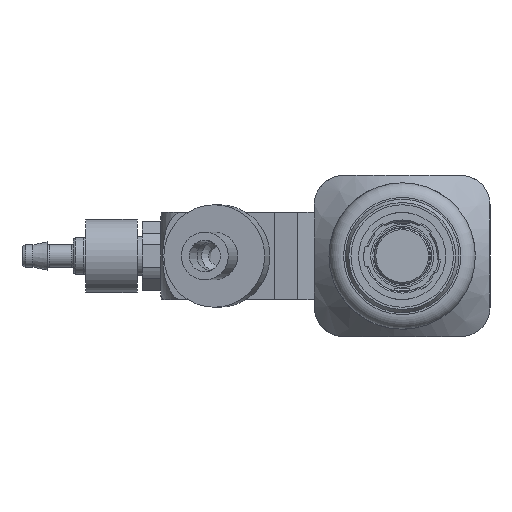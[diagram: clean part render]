
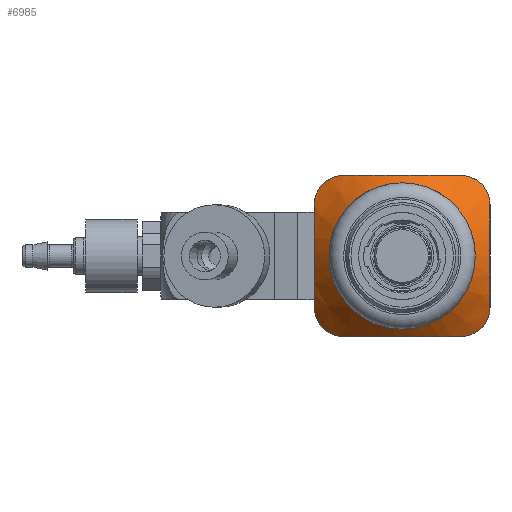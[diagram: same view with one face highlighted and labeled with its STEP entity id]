
A CAD part, left-side view. The second image highlights one B-rep face of the part: STEP entity #6985.
In plain terms, the highlighted conical face has half-angle 45 degrees and reference radius 14.65 mm.
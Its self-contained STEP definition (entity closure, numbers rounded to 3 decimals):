
#221=CONICAL_SURFACE('',#7771,14.65,0.785);
#1077=CIRCLE('',#7772,10.);
#2210=ORIENTED_EDGE('',*,*,#3233,.F.);
#2211=ORIENTED_EDGE('',*,*,#3234,.T.);
#2212=ORIENTED_EDGE('',*,*,#3235,.T.);
#2213=ORIENTED_EDGE('',*,*,#3236,.T.);
#2214=ORIENTED_EDGE('',*,*,#3237,.T.);
#2215=ORIENTED_EDGE('',*,*,#3238,.T.);
#2216=ORIENTED_EDGE('',*,*,#3239,.T.);
#2217=ORIENTED_EDGE('',*,*,#3240,.T.);
#2218=ORIENTED_EDGE('',*,*,#3241,.T.);
#3233=EDGE_CURVE('',#3877,#3877,#1077,.T.);
#3234=EDGE_CURVE('',#3878,#3879,#4115,.T.);
#3235=EDGE_CURVE('',#3879,#3880,#4116,.T.);
#3236=EDGE_CURVE('',#3880,#3881,#4117,.T.);
#3237=EDGE_CURVE('',#3881,#3882,#4118,.T.);
#3238=EDGE_CURVE('',#3882,#3883,#4119,.T.);
#3239=EDGE_CURVE('',#3883,#3884,#4120,.T.);
#3240=EDGE_CURVE('',#3884,#3885,#4121,.T.);
#3241=EDGE_CURVE('',#3885,#3878,#4122,.T.);
#3877=VERTEX_POINT('',#11176);
#3878=VERTEX_POINT('',#11184);
#3879=VERTEX_POINT('',#11185);
#3880=VERTEX_POINT('',#11194);
#3881=VERTEX_POINT('',#11202);
#3882=VERTEX_POINT('',#11211);
#3883=VERTEX_POINT('',#11219);
#3884=VERTEX_POINT('',#11228);
#3885=VERTEX_POINT('',#11236);
#4115=B_SPLINE_CURVE_WITH_KNOTS('',3,(#11177,#11178,#11179,#11180,#11181,
#11182,#11183),.UNSPECIFIED.,.F.,.F.,(4,1,1,1,4),(0.,
0.002,0.003,0.005,0.007),
 .UNSPECIFIED.);
#4116=B_SPLINE_CURVE_WITH_KNOTS('',3,(#11186,#11187,#11188,#11189,#11190,
#11191,#11192,#11193),.UNSPECIFIED.,.F.,.F.,(4,1,1,1,1,4),(0.,0.004,
0.008,0.011,0.013,0.017),
 .UNSPECIFIED.);
#4117=B_SPLINE_CURVE_WITH_KNOTS('',3,(#11195,#11196,#11197,#11198,#11199,
#11200,#11201),.UNSPECIFIED.,.F.,.F.,(4,1,1,1,4),(0.,0.002,
0.003,0.005,0.007),
 .UNSPECIFIED.);
#4118=B_SPLINE_CURVE_WITH_KNOTS('',3,(#11203,#11204,#11205,#11206,#11207,
#11208,#11209,#11210),.UNSPECIFIED.,.F.,.F.,(4,1,1,1,1,4),(0.,0.004,
0.005,0.007,0.011,0.014),
 .UNSPECIFIED.);
#4119=B_SPLINE_CURVE_WITH_KNOTS('',3,(#11212,#11213,#11214,#11215,#11216,
#11217,#11218),.UNSPECIFIED.,.F.,.F.,(4,1,1,1,4),(0.,0.002,
0.003,0.005,0.007),
 .UNSPECIFIED.);
#4120=B_SPLINE_CURVE_WITH_KNOTS('',3,(#11220,#11221,#11222,#11223,#11224,
#11225,#11226,#11227),.UNSPECIFIED.,.F.,.F.,(4,1,1,1,1,4),(0.,0.004,
0.008,0.011,0.013,0.017),
 .UNSPECIFIED.);
#4121=B_SPLINE_CURVE_WITH_KNOTS('',3,(#11229,#11230,#11231,#11232,#11233,
#11234,#11235),.UNSPECIFIED.,.F.,.F.,(4,1,1,1,4),(0.,0.002,
0.003,0.005,0.007),
 .UNSPECIFIED.);
#4122=B_SPLINE_CURVE_WITH_KNOTS('',3,(#11237,#11238,#11239,#11240,#11241,
#11242,#11243,#11244),.UNSPECIFIED.,.F.,.F.,(4,1,1,1,1,4),(0.,0.004,
0.005,0.007,0.011,0.014),
 .UNSPECIFIED.);
#4579=EDGE_LOOP('',(#2210));
#4580=EDGE_LOOP('',(#2211,#2212,#2213,#2214,#2215,#2216,#2217,#2218));
#5263=FACE_BOUND('',#4579,.T.);
#5264=FACE_BOUND('',#4580,.T.);
#6985=ADVANCED_FACE('',(#5263,#5264),#221,.T.);
#7771=AXIS2_PLACEMENT_3D('',#11174,#9290,#9291);
#7772=AXIS2_PLACEMENT_3D('',#11175,#9292,#9293);
#9290=DIRECTION('',(1.,0.,0.));
#9291=DIRECTION('',(0.,0.,-1.));
#9292=DIRECTION('',(-1.,0.,0.));
#9293=DIRECTION('',(0.,0.,1.));
#11174=CARTESIAN_POINT('',(10.65,0.,0.));
#11175=CARTESIAN_POINT('',(6.,0.,0.));
#11176=CARTESIAN_POINT('',(6.,0.,10.));
#11177=CARTESIAN_POINT('',(9.892,-12.,7.));
#11178=CARTESIAN_POINT('',(10.142,-12.,7.495));
#11179=CARTESIAN_POINT('',(10.541,-11.816,8.526));
#11180=CARTESIAN_POINT('',(10.707,-10.887,9.936));
#11181=CARTESIAN_POINT('',(10.364,-9.475,10.83));
#11182=CARTESIAN_POINT('',(9.882,-8.478,11.));
#11183=CARTESIAN_POINT('',(9.601,-8.,11.));
#11184=CARTESIAN_POINT('',(9.892,-12.,7.));
#11185=CARTESIAN_POINT('',(9.601,-8.,11.));
#11186=CARTESIAN_POINT('',(9.601,-8.,11.));
#11187=CARTESIAN_POINT('',(8.881,-6.775,11.));
#11188=CARTESIAN_POINT('',(7.593,-4.255,11.));
#11189=CARTESIAN_POINT('',(6.857,-0.738,11.));
#11190=CARTESIAN_POINT('',(7.139,2.119,11.));
#11191=CARTESIAN_POINT('',(7.904,4.848,11.));
#11192=CARTESIAN_POINT('',(8.878,6.77,11.));
#11193=CARTESIAN_POINT('',(9.601,8.,11.));
#11194=CARTESIAN_POINT('',(9.601,8.,11.));
#11195=CARTESIAN_POINT('',(9.601,8.,11.));
#11196=CARTESIAN_POINT('',(9.882,8.477,11.));
#11197=CARTESIAN_POINT('',(10.362,9.471,10.83));
#11198=CARTESIAN_POINT('',(10.706,10.875,9.947));
#11199=CARTESIAN_POINT('',(10.544,11.814,8.534));
#11200=CARTESIAN_POINT('',(10.142,12.,7.495));
#11201=CARTESIAN_POINT('',(9.892,12.,7.));
#11202=CARTESIAN_POINT('',(9.892,12.,7.));
#11203=CARTESIAN_POINT('',(9.892,12.,7.));
#11204=CARTESIAN_POINT('',(9.342,12.,5.907));
#11205=CARTESIAN_POINT('',(8.638,12.,4.23));
#11206=CARTESIAN_POINT('',(8.101,12.,1.875));
#11207=CARTESIAN_POINT('',(7.902,12.,-0.596));
#11208=CARTESIAN_POINT('',(8.38,12.,-3.618));
#11209=CARTESIAN_POINT('',(9.338,12.,-5.901));
#11210=CARTESIAN_POINT('',(9.892,12.,-7.));
#11211=CARTESIAN_POINT('',(9.892,12.,-7.));
#11212=CARTESIAN_POINT('',(9.892,12.,-7.));
#11213=CARTESIAN_POINT('',(10.142,12.,-7.495));
#11214=CARTESIAN_POINT('',(10.541,11.816,-8.526));
#11215=CARTESIAN_POINT('',(10.707,10.887,-9.936));
#11216=CARTESIAN_POINT('',(10.364,9.475,-10.83));
#11217=CARTESIAN_POINT('',(9.882,8.478,-11.));
#11218=CARTESIAN_POINT('',(9.601,8.,-11.));
#11219=CARTESIAN_POINT('',(9.601,8.,-11.));
#11220=CARTESIAN_POINT('',(9.601,8.,-11.));
#11221=CARTESIAN_POINT('',(8.881,6.775,-11.));
#11222=CARTESIAN_POINT('',(7.593,4.255,-11.));
#11223=CARTESIAN_POINT('',(6.857,0.738,-11.));
#11224=CARTESIAN_POINT('',(7.139,-2.119,-11.));
#11225=CARTESIAN_POINT('',(7.904,-4.848,-11.));
#11226=CARTESIAN_POINT('',(8.878,-6.77,-11.));
#11227=CARTESIAN_POINT('',(9.601,-8.,-11.));
#11228=CARTESIAN_POINT('',(9.601,-8.,-11.));
#11229=CARTESIAN_POINT('',(9.601,-8.,-11.));
#11230=CARTESIAN_POINT('',(9.882,-8.477,-11.));
#11231=CARTESIAN_POINT('',(10.362,-9.471,-10.83));
#11232=CARTESIAN_POINT('',(10.706,-10.875,-9.947));
#11233=CARTESIAN_POINT('',(10.544,-11.814,-8.534));
#11234=CARTESIAN_POINT('',(10.142,-12.,-7.495));
#11235=CARTESIAN_POINT('',(9.892,-12.,-7.));
#11236=CARTESIAN_POINT('',(9.892,-12.,-7.));
#11237=CARTESIAN_POINT('',(9.892,-12.,-7.));
#11238=CARTESIAN_POINT('',(9.342,-12.,-5.907));
#11239=CARTESIAN_POINT('',(8.638,-12.,-4.23));
#11240=CARTESIAN_POINT('',(8.101,-12.,-1.875));
#11241=CARTESIAN_POINT('',(7.902,-12.,0.596));
#11242=CARTESIAN_POINT('',(8.38,-12.,3.618));
#11243=CARTESIAN_POINT('',(9.338,-12.,5.901));
#11244=CARTESIAN_POINT('',(9.892,-12.,7.));
